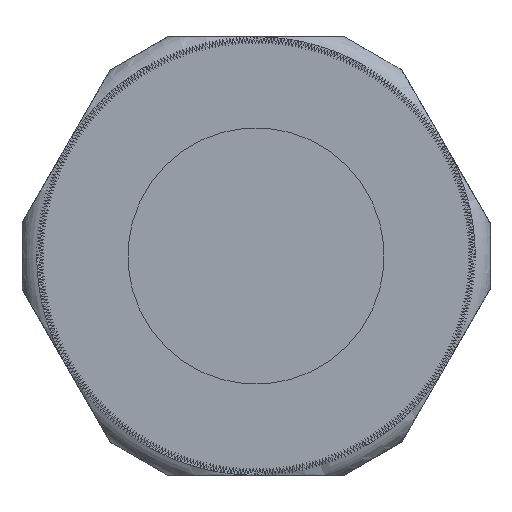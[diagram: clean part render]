
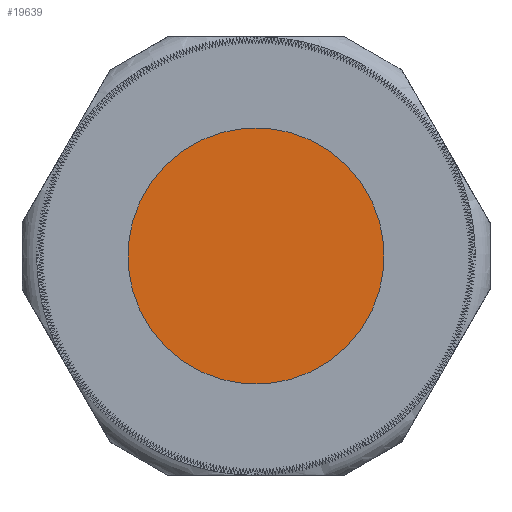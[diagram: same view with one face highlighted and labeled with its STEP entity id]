
A CAD part, left-side view. The second image highlights one B-rep face of the part: STEP entity #19639.
In plain terms, the highlighted planar face has unit normal (-1, 0, 0).
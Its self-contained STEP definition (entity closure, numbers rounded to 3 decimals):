
#1056=PLANE('',#20761);
#2011=FACE_OUTER_BOUND('',#2999,.T.);
#2999=EDGE_LOOP('',(#18653));
#3132=CIRCLE('',#20762,4.97);
#10294=VERTEX_POINT('',#32553);
#13085=EDGE_CURVE('',#10294,#10294,#3132,.T.);
#18653=ORIENTED_EDGE('',*,*,#13085,.F.);
#19639=ADVANCED_FACE('',(#2011),#1056,.T.);
#20761=AXIS2_PLACEMENT_3D('',#32552,#25572,#25573);
#20762=AXIS2_PLACEMENT_3D('',#32554,#25574,#25575);
#25572=DIRECTION('center_axis',(-1.,0.,0.));
#25573=DIRECTION('ref_axis',(0.,0.,1.));
#25574=DIRECTION('center_axis',(1.,0.,0.));
#25575=DIRECTION('ref_axis',(0.,0.,-1.));
#32552=CARTESIAN_POINT('Origin',(-6.1,4.97,0.));
#32553=CARTESIAN_POINT('',(-6.1,4.97,0.));
#32554=CARTESIAN_POINT('Origin',(-6.1,0.,0.));
